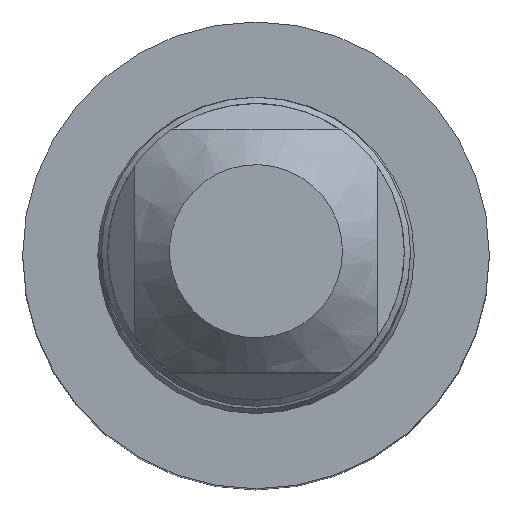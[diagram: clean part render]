
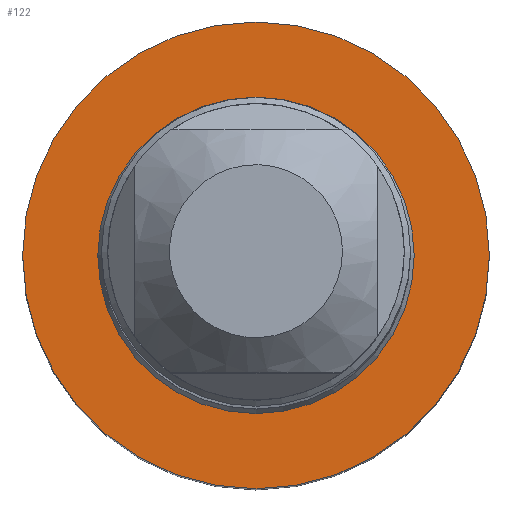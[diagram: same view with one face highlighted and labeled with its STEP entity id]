
A CAD part, top view. The second image highlights one B-rep face of the part: STEP entity #122.
In plain terms, the highlighted planar face has unit normal (0, 0, 1).
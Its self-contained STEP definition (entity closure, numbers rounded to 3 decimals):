
#80=PLANE('',#421);
#92=FACE_OUTER_BOUND('',#178,.T.);
#122=ADVANCED_FACE('',(#92),#80,.F.);
#178=EDGE_LOOP('',(#250));
#250=ORIENTED_EDGE('',*,*,#317,.T.);
#281=VERTEX_POINT('',#656);
#317=EDGE_CURVE('',#281,#281,#333,.T.);
#333=CIRCLE('',#419,5.288);
#419=AXIS2_PLACEMENT_3D('',#655,#517,#518);
#421=AXIS2_PLACEMENT_3D('',#658,#521,#522);
#517=DIRECTION('',(0.,0.,1.));
#518=DIRECTION('',(1.,0.,0.));
#521=DIRECTION('',(0.,0.,-1.));
#522=DIRECTION('',(-1.,0.,0.));
#655=CARTESIAN_POINT('',(0.,0.,-55.));
#656=CARTESIAN_POINT('',(5.288,0.,-55.));
#658=CARTESIAN_POINT('',(5.288,0.,-55.));
